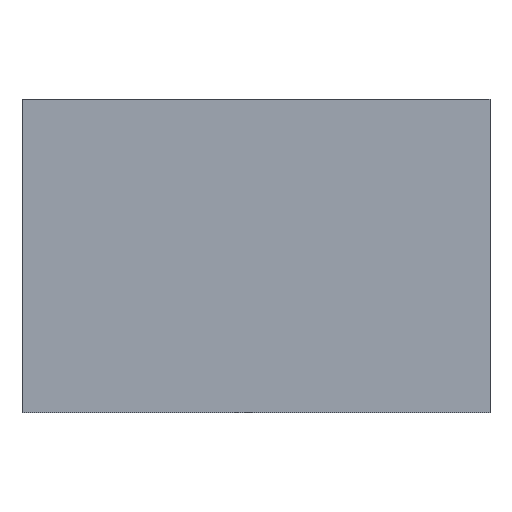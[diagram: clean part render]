
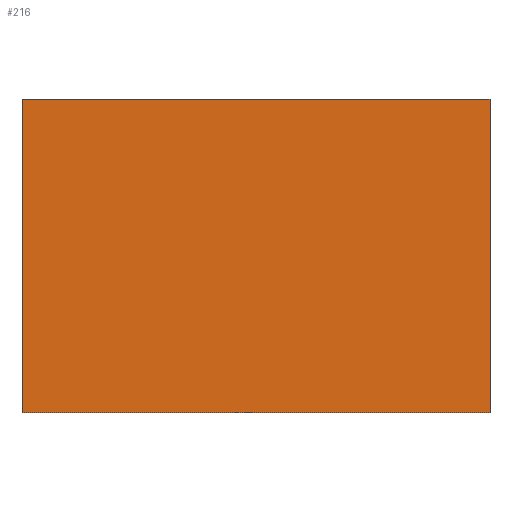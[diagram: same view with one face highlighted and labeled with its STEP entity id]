
A CAD part, front view. The second image highlights one B-rep face of the part: STEP entity #216.
In plain terms, the highlighted planar face has unit normal (0, -1, 0).
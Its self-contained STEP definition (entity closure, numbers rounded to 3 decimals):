
#15=LINE('',#345,#27);
#19=LINE('',#353,#31);
#22=LINE('',#359,#34);
#25=LINE('',#364,#37);
#27=VECTOR('',#289,20.2);
#31=VECTOR('',#295,30.2);
#34=VECTOR('',#300,20.2);
#37=VECTOR('',#305,30.2);
#49=PLANE('',#244);
#75=FACE_OUTER_BOUND('',#101,.T.);
#101=EDGE_LOOP('',(#192,#193,#194,#195));
#122=VERTEX_POINT('',#343);
#123=VERTEX_POINT('',#344);
#126=VERTEX_POINT('',#352);
#128=VERTEX_POINT('',#358);
#140=EDGE_CURVE('',#122,#123,#15,.T.);
#144=EDGE_CURVE('',#126,#122,#19,.T.);
#147=EDGE_CURVE('',#128,#126,#22,.T.);
#150=EDGE_CURVE('',#123,#128,#25,.T.);
#192=ORIENTED_EDGE('',*,*,#150,.F.);
#193=ORIENTED_EDGE('',*,*,#140,.F.);
#194=ORIENTED_EDGE('',*,*,#144,.F.);
#195=ORIENTED_EDGE('',*,*,#147,.F.);
#216=ADVANCED_FACE('',(#75),#49,.T.);
#244=AXIS2_PLACEMENT_3D('',#367,#309,#310);
#289=DIRECTION('',(0.,0.,1.));
#295=DIRECTION('',(-1.,0.,0.));
#300=DIRECTION('',(0.,0.,-1.));
#305=DIRECTION('',(1.,0.,0.));
#309=DIRECTION('center_axis',(0.,-1.,0.));
#310=DIRECTION('ref_axis',(0.,0.,-1.));
#343=CARTESIAN_POINT('',(0.,0.,-20.2));
#344=CARTESIAN_POINT('',(0.,0.,0.));
#345=CARTESIAN_POINT('',(0.,0.,-20.2));
#352=CARTESIAN_POINT('',(30.2,0.,-20.2));
#353=CARTESIAN_POINT('',(30.2,0.,-20.2));
#358=CARTESIAN_POINT('',(30.2,0.,0.));
#359=CARTESIAN_POINT('',(30.2,0.,0.));
#364=CARTESIAN_POINT('',(0.,0.,0.));
#367=CARTESIAN_POINT('Origin',(15.1,0.,-10.1));
